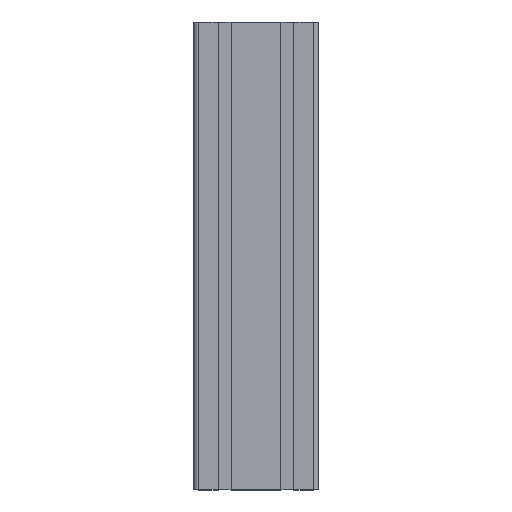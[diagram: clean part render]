
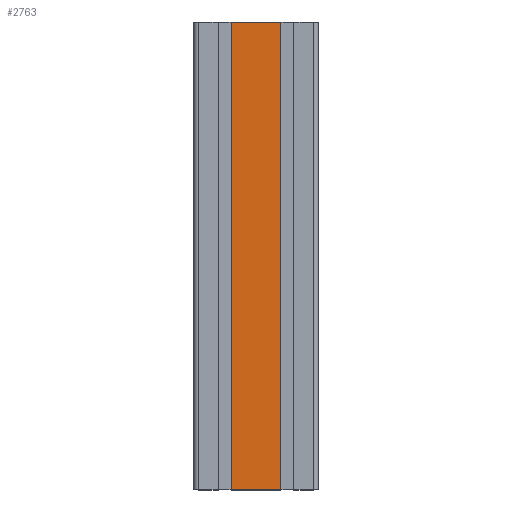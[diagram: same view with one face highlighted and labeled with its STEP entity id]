
A CAD part, top view. The second image highlights one B-rep face of the part: STEP entity #2763.
In plain terms, the highlighted face is planar.
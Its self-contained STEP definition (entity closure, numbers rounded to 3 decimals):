
#1364 = CARTESIAN_POINT ( 'NONE',  ( 15.8, 40., 0. ) ) ;
#1379 = CARTESIAN_POINT ( 'NONE',  ( -15.8, 40., 0. ) ) ;
#1380 = CARTESIAN_POINT ( 'NONE',  ( -15.8, 40., -300. ) ) ;
#1391 = CARTESIAN_POINT ( 'NONE',  ( 15.8, 40., -300. ) ) ;
#2763 = ADVANCED_FACE ( 'PLANAR_31', ( #10487 ), #10456, .T. ) ;
#3258 = EDGE_CURVE ( 'NONE', #10933, #10870, #4438, .T. ) ;
#3295 = EDGE_CURVE ( 'NONE', #10933, #10903, #3564, .T. ) ;
#3297 = EDGE_CURVE ( 'NONE', #10903, #10892, #3542, .T. ) ;
#3309 = EDGE_CURVE ( 'NONE', #10870, #10892, #3585, .T. ) ;
#3542 = LINE ( 'NONE', #3556, #11705 ) ;
#3555 = DIRECTION ( 'NONE',  ( -1., 0., 0. ) ) ;
#3556 = CARTESIAN_POINT ( 'NONE',  ( -15.8, 40., -300. ) ) ;
#3563 = DIRECTION ( 'NONE',  ( 0., 0., 1. ) ) ;
#3564 = LINE ( 'NONE', #3574, #11687 ) ;
#3574 = CARTESIAN_POINT ( 'NONE',  ( 15.8, 40., -300. ) ) ;
#3585 = LINE ( 'NONE', #3601, #11708 ) ;
#3601 = CARTESIAN_POINT ( 'NONE',  ( 15.8, 40., 0. ) ) ;
#3612 = DIRECTION ( 'NONE',  ( -1., 0., 0. ) ) ;
#4438 = LINE ( 'NONE', #4483, #11608 ) ;
#4483 = CARTESIAN_POINT ( 'NONE',  ( 15.8, 40., -300. ) ) ;
#4525 = DIRECTION ( 'NONE',  ( 0., 0., 1. ) ) ;
#10456 = PLANE ( 'NONE',  #11019 ) ;
#10459 = DIRECTION ( 'NONE',  ( 0., 0., 1. ) ) ;
#10461 = DIRECTION ( 'NONE',  ( 0., 1., 0. ) ) ;
#10470 = CARTESIAN_POINT ( 'NONE',  ( 15.8, 40., -300. ) ) ;
#10487 = FACE_OUTER_BOUND ( 'NONE', #12064, .T. ) ;
#10870 = VERTEX_POINT ( 'NONE', #1364 ) ;
#10892 = VERTEX_POINT ( 'NONE', #1379 ) ;
#10903 = VERTEX_POINT ( 'NONE', #1380 ) ;
#10933 = VERTEX_POINT ( 'NONE', #1391 ) ;
#11019 = AXIS2_PLACEMENT_3D ( 'NONE', #10470, #10461, #10459 ) ;
#11608 = VECTOR ( 'NONE', #4525, 1000. ) ;
#11687 = VECTOR ( 'NONE', #3555, 1000. ) ;
#11705 = VECTOR ( 'NONE', #3563, 1000. ) ;
#11708 = VECTOR ( 'NONE', #3612, 1000. ) ;
#12064 = EDGE_LOOP ( 'NONE', ( #14843, #14850, #14830, #14824 ) ) ;
#14824 = ORIENTED_EDGE ( 'NONE', *, *, #3297, .T. ) ;
#14830 = ORIENTED_EDGE ( 'NONE', *, *, #3295, .T. ) ;
#14843 = ORIENTED_EDGE ( 'NONE', *, *, #3309, .F. ) ;
#14850 = ORIENTED_EDGE ( 'NONE', *, *, #3258, .F. ) ;
